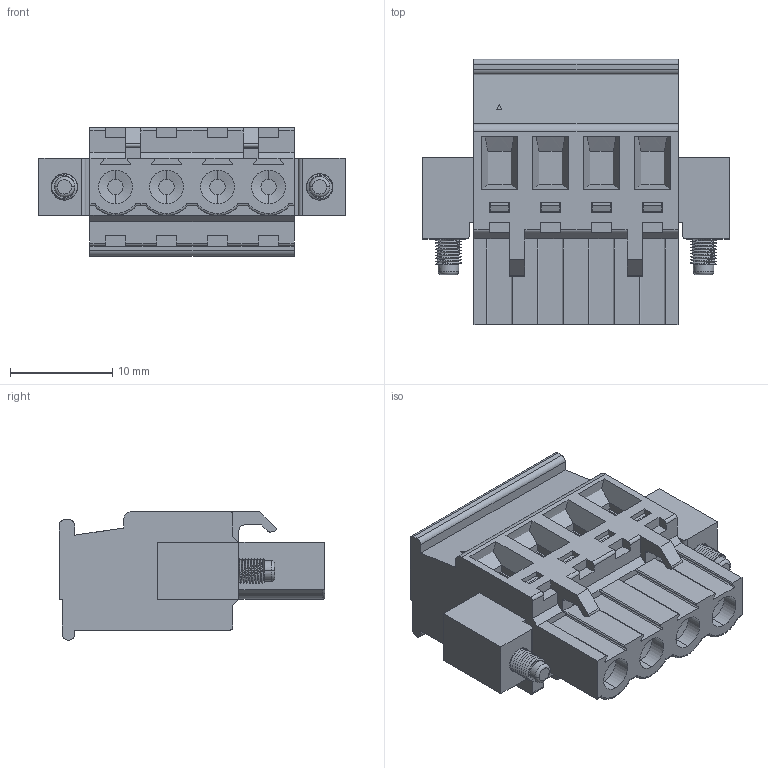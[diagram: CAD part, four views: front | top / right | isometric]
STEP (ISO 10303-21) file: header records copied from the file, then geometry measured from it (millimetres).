
FILE_DESCRIPTION (( 'STEP AP214' ), '1' );
FILE_NAME ('2EDGKAM-5.0-04P-14-00AH.STEP', '2021-03-08T19:25:47', ( '' ), ( '' ), 'SwSTEP 2.0', 'SolidWorks 2020', '' );
FILE_SCHEMA (( 'AUTOMOTIVE_DESIGN' ));
Length unit declared in the file: millimetre
Products named in the file (1): 2EDGKAM-5.0-04P-14-00AH
Bounding box: 30 x 26 x 12.6 mm (x, y, z)
Volume: 4274.3 mm3; surface area: 3878.1 mm2
Topology: 1 solids, 1 shells, 807 faces, 2079 edges, 1350 vertices
Faces by surface type: plane 507, bspline 119, cylinder 113, torus 48, cone 20
Entity records: 36726 total; most frequent: CARTESIAN_POINT 12976, ORIENTED_EDGE 4156, DIRECTION 3475, EDGE_CURVE 2078, VECTOR 1439, LINE 1439, VERTEX_POINT 1348, AXIS2_PLACEMENT_3D 1018
